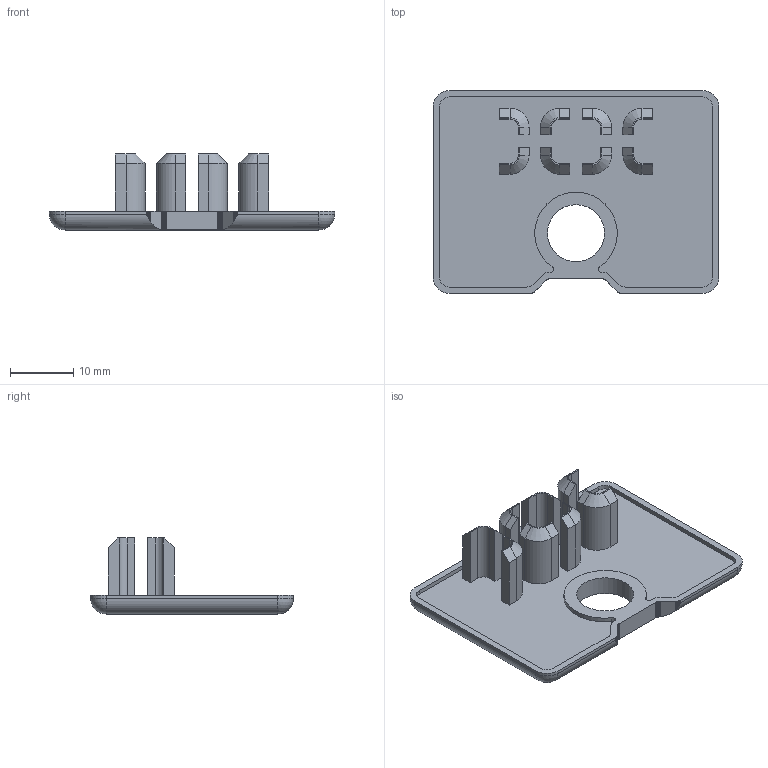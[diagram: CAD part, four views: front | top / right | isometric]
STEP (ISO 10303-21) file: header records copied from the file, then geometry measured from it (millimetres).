
FILE_DESCRIPTION(/* description */ ('Abdeckkappe Klemmprofil 45x32 grau'),/* implementation_level */ '2;1');
FILE_NAME(/* name */ 'ZEI_CAD_221046-3-REV01_#SALL_#AIN_#V1.step',/* time_stamp */ '2022-09-15T21:21:55+02:00',/* author */ ('MiniTec'),/* organization */ ('MiniTec GmbH & Co.KG'),/* preprocessor_version */ 'ST-DEVELOPER v18.1',/* originating_system */ 'Autodesk Inventor 2021',/* authorisation */ '');
FILE_SCHEMA (('CONFIG_CONTROL_DESIGN'));
Length unit declared in the file: millimetre
Products named in the file (1): 22-1046-3FZ.001
Bounding box: 45 x 32 x 12 mm (x, y, z)
Volume: 3827.4 mm3; surface area: 4351.5 mm2
Topology: 1 solids, 1 shells, 280 faces, 783 edges, 510 vertices
Faces by surface type: plane 232, cylinder 36, cone 8, sphere 4
Full cylindrical faces by diameter (mm): 9 x1
Entity records: 9006 total; most frequent: CARTESIAN_POINT 1570, DIRECTION 1563, ORIENTED_EDGE 1558, EDGE_CURVE 779, LINE 557, VECTOR 557, VERTEX_POINT 510, AXIS2_PLACEMENT_3D 503
